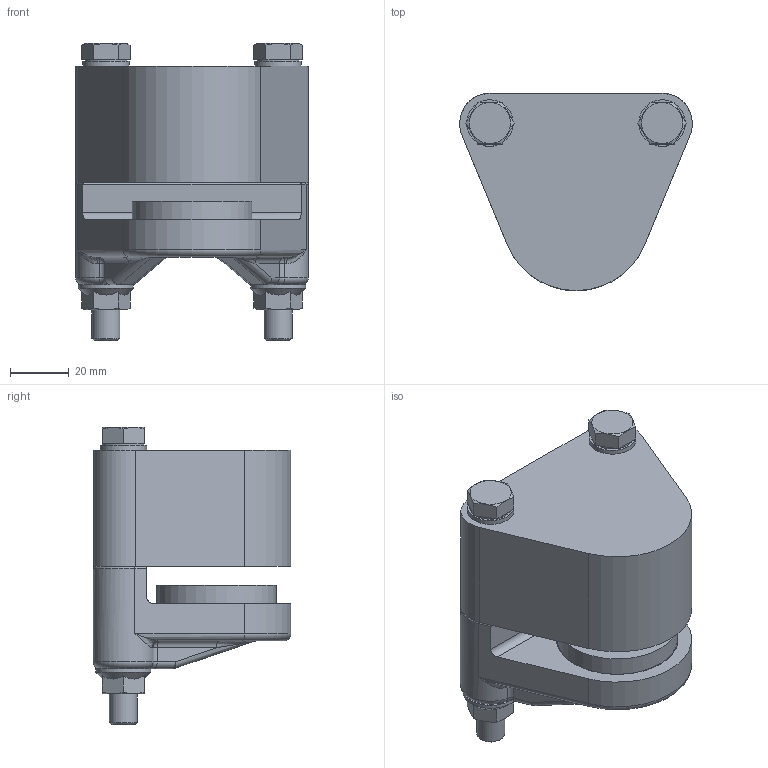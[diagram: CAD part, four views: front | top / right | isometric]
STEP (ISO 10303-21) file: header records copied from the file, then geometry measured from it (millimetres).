
FILE_DESCRIPTION (( 'STEP AP203' ), '1' );
FILE_NAME ('07240000_07240000-495199-1.step', '2025-08-15T21:18:36', ( '' ), ( '' ), 'SwSTEP 2.0', 'SolidWorks 2024', '' );
FILE_SCHEMA (( 'CONFIG_CONTROL_DESIGN' ));
Length unit declared in the file: inch
Products named in the file (2): 07240000_07240000-495199-1; Base_07240000_07240000-495199-1
Assembly tree (1 placements, depth 2):
  07240000_07240000-495199-1
    Base_07240000_07240000-495199-1
Bounding box: 79.35 x 67.46 x 101.42 mm (x, y, z)
Volume: 245635.9 mm3; surface area: 48921.4 mm2
Topology: 2 solids, 4 shells, 289 faces, 671 edges, 417 vertices
Faces by surface type: plane 154, cylinder 61, bspline 36, torus 17, cone 13, sphere 8
Full cylindrical faces by diameter (mm): 3.175 x1, 4.013 x1, 5.156 x1, 8.433 x1, 9.525 x4, 9.906 x4, 11.1 x2, 14.275 x2, 15.875 x2, 18.771 x2, 34.646 x1, 34.671 x1, 40.894 x2, 41.046 x1, 41.148 x1
Entity records: 10700 total; most frequent: CARTESIAN_POINT 4423, ORIENTED_EDGE 1222, DIRECTION 1176, EDGE_CURVE 611, AXIS2_PLACEMENT_3D 421, VERTEX_POINT 404, EDGE_LOOP 371, VECTOR 334
